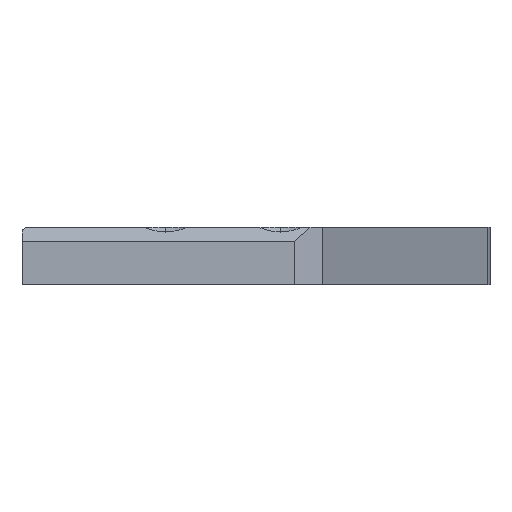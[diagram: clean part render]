
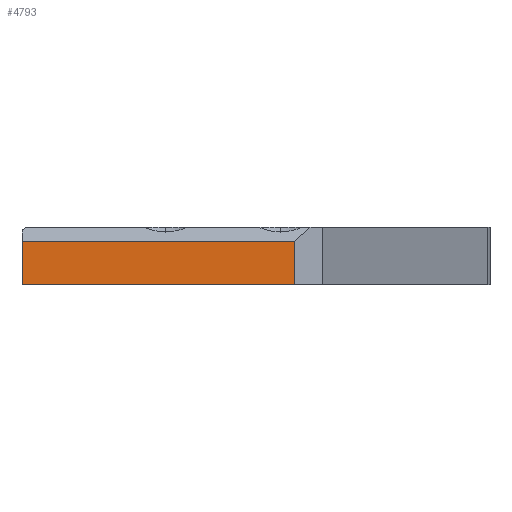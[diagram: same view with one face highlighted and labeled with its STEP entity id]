
A CAD part, left-side view. The second image highlights one B-rep face of the part: STEP entity #4793.
In plain terms, the highlighted planar face has unit normal (-1, 0, 0).
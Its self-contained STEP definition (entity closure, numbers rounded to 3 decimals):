
#84 = VERTEX_POINT ( 'NONE', #3207 ) ;
#92 = CARTESIAN_POINT ( 'NONE',  ( -90., 0., -8. ) ) ;
#368 = EDGE_CURVE ( 'NONE', #2309, #84, #857, .T. ) ;
#857 = LINE ( 'NONE', #1275, #4312 ) ;
#972 = CARTESIAN_POINT ( 'NONE',  ( -90., 0., -2. ) ) ;
#1199 = DIRECTION ( 'NONE',  ( 0., 0., 1. ) ) ;
#1275 = CARTESIAN_POINT ( 'NONE',  ( -90., 0., -8. ) ) ;
#1385 = VECTOR ( 'NONE', #4862, 1000. ) ;
#1608 = VECTOR ( 'NONE', #2022, 1000. ) ;
#1631 = VECTOR ( 'NONE', #3278, 1000. ) ;
#1707 = ORIENTED_EDGE ( 'NONE', *, *, #1743, .T. ) ;
#1743 = EDGE_CURVE ( 'NONE', #84, #2973, #3303, .T. ) ;
#2022 = DIRECTION ( 'NONE',  ( 0., 0., 1. ) ) ;
#2250 = CARTESIAN_POINT ( 'NONE',  ( -90., -38., -8. ) ) ;
#2256 = ORIENTED_EDGE ( 'NONE', *, *, #368, .T. ) ;
#2309 = VERTEX_POINT ( 'NONE', #92 ) ;
#2356 = CARTESIAN_POINT ( 'NONE',  ( -90., 0., -8. ) ) ;
#2597 = ORIENTED_EDGE ( 'NONE', *, *, #4003, .T. ) ;
#2605 = EDGE_CURVE ( 'NONE', #2309, #3031, #4867, .T. ) ;
#2765 = CARTESIAN_POINT ( 'NONE',  ( -90., 0., -8. ) ) ;
#2791 = CARTESIAN_POINT ( 'NONE',  ( -90., -38., -2. ) ) ;
#2825 = DIRECTION ( 'NONE',  ( 0., -1., 0. ) ) ;
#2973 = VERTEX_POINT ( 'NONE', #2791 ) ;
#3031 = VERTEX_POINT ( 'NONE', #4688 ) ;
#3043 = FACE_OUTER_BOUND ( 'NONE', #4816, .T. ) ;
#3102 = DIRECTION ( 'NONE',  ( -1., 0., 0. ) ) ;
#3207 = CARTESIAN_POINT ( 'NONE',  ( -90., -38., -8. ) ) ;
#3270 = AXIS2_PLACEMENT_3D ( 'NONE', #2356, #3102, #1199 ) ;
#3278 = DIRECTION ( 'NONE',  ( 0., 1., 0. ) ) ;
#3303 = LINE ( 'NONE', #2250, #1385 ) ;
#3492 = PLANE ( 'NONE',  #3270 ) ;
#4003 = EDGE_CURVE ( 'NONE', #2973, #3031, #4064, .T. ) ;
#4054 = ORIENTED_EDGE ( 'NONE', *, *, #2605, .F. ) ;
#4064 = LINE ( 'NONE', #972, #1631 ) ;
#4312 = VECTOR ( 'NONE', #2825, 1000. ) ;
#4688 = CARTESIAN_POINT ( 'NONE',  ( -90., 0., -2. ) ) ;
#4793 = ADVANCED_FACE ( 'NONE', ( #3043 ), #3492, .T. ) ;
#4816 = EDGE_LOOP ( 'NONE', ( #1707, #2597, #4054, #2256 ) ) ;
#4862 = DIRECTION ( 'NONE',  ( 0., 0., 1. ) ) ;
#4867 = LINE ( 'NONE', #2765, #1608 ) ;
